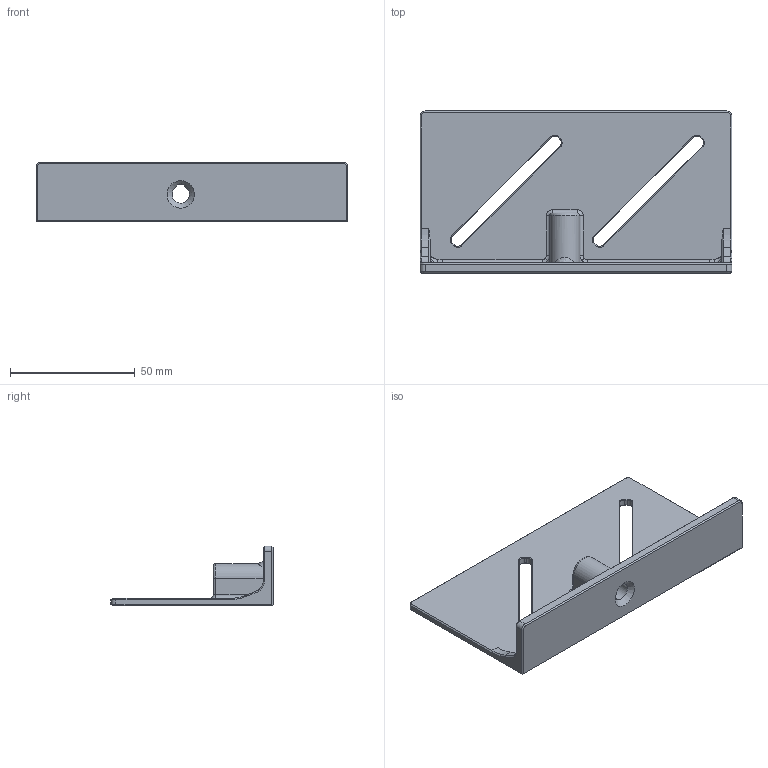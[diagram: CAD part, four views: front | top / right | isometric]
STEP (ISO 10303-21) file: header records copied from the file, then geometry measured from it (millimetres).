
FILE_DESCRIPTION(/* description */ (''),/* implementation_level */ '2;1');
FILE_NAME(/* name */ 'SideBraceRiser-F3-01_003.step',/* time_stamp */ '2021-02-15T12:49:25-05:00',/* author */ (''),/* organization */ (''),/* preprocessor_version */ 'ST-DEVELOPER v18.1',/* originating_system */ 'Autodesk Translation Framework v9.7.1.1290',/* authorisation */ '');
FILE_SCHEMA (('AUTOMOTIVE_DESIGN { 1 0 10303 214 3 1 1 }'));
Length unit declared in the file: millimetre
Products named in the file (1): (Unsaved)
Bounding box: 125 x 65 x 24 mm (x, y, z)
Volume: 30610.5 mm3; surface area: 23101.3 mm2
Topology: 1 solids, 1 shells, 197 faces, 469 edges, 274 vertices
Faces by surface type: plane 73, cylinder 43, cone 42, bspline 26, torus 9, sphere 4
Entity records: 6170 total; most frequent: CARTESIAN_POINT 1718, ORIENTED_EDGE 938, DIRECTION 902, EDGE_CURVE 469, AXIS2_PLACEMENT_3D 324, VERTEX_POINT 274, LINE 254, VECTOR 254
